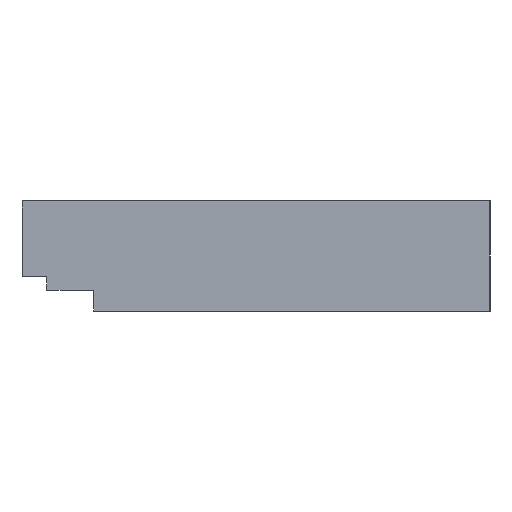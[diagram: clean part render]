
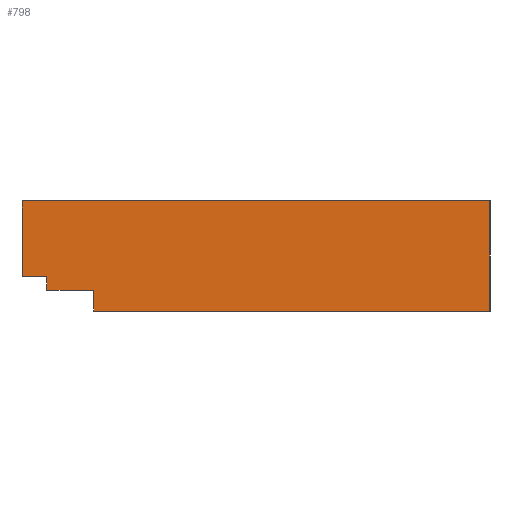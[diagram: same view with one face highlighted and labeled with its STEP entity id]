
A CAD part, left-side view. The second image highlights one B-rep face of the part: STEP entity #798.
In plain terms, the highlighted planar face has unit normal (-1, 0, 0).
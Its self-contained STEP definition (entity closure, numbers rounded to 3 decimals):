
#2 = CARTESIAN_POINT ( 'NONE',  ( 0., 28.8, 1.5 ) ) ;
#30 = ORIENTED_EDGE ( 'NONE', *, *, #1606, .T. ) ;
#44 = EDGE_CURVE ( 'NONE', #1211, #1580, #640, .T. ) ;
#49 = LINE ( 'NONE', #956, #1444 ) ;
#62 = ORIENTED_EDGE ( 'NONE', *, *, #1533, .T. ) ;
#96 = VECTOR ( 'NONE', #1652, 1000. ) ;
#99 = CARTESIAN_POINT ( 'NONE',  ( 0., 0., 8. ) ) ;
#110 = FACE_OUTER_BOUND ( 'NONE', #727, .T. ) ;
#204 = VECTOR ( 'NONE', #1089, 1000. ) ;
#207 = EDGE_CURVE ( 'NONE', #1580, #747, #818, .T. ) ;
#211 = ORIENTED_EDGE ( 'NONE', *, *, #1138, .T. ) ;
#220 = VECTOR ( 'NONE', #1667, 1000. ) ;
#226 = PLANE ( 'NONE',  #1100 ) ;
#266 = LINE ( 'NONE', #1615, #204 ) ;
#272 = DIRECTION ( 'NONE',  ( 0., -1., 0. ) ) ;
#281 = VERTEX_POINT ( 'NONE', #2 ) ;
#362 = CARTESIAN_POINT ( 'NONE',  ( 0., 34., 8. ) ) ;
#432 = CARTESIAN_POINT ( 'NONE',  ( 0., 32.2, 1.5 ) ) ;
#438 = CARTESIAN_POINT ( 'NONE',  ( 0., 28.8, 1.5 ) ) ;
#445 = EDGE_CURVE ( 'NONE', #1206, #281, #935, .T. ) ;
#473 = CARTESIAN_POINT ( 'NONE',  ( 0., 28.8, 0. ) ) ;
#502 = CARTESIAN_POINT ( 'NONE',  ( 0., 34., 8. ) ) ;
#617 = DIRECTION ( 'NONE',  ( 1., 0., 0. ) ) ;
#640 = LINE ( 'NONE', #995, #96 ) ;
#645 = ORIENTED_EDGE ( 'NONE', *, *, #1626, .T. ) ;
#657 = VERTEX_POINT ( 'NONE', #473 ) ;
#671 = LINE ( 'NONE', #502, #923 ) ;
#679 = DIRECTION ( 'NONE',  ( 0., 0., -1. ) ) ;
#727 = EDGE_LOOP ( 'NONE', ( #1553, #1355, #211, #1058, #975, #62, #30, #645 ) ) ;
#728 = CARTESIAN_POINT ( 'NONE',  ( 0., 32.2, 2.5 ) ) ;
#732 = CARTESIAN_POINT ( 'NONE',  ( 0., 0., 0. ) ) ;
#733 = VECTOR ( 'NONE', #679, 1000. ) ;
#747 = VERTEX_POINT ( 'NONE', #732 ) ;
#798 = ADVANCED_FACE ( 'NONE', ( #110 ), #226, .F. ) ;
#818 = LINE ( 'NONE', #99, #220 ) ;
#838 = VECTOR ( 'NONE', #272, 1000. ) ;
#844 = CARTESIAN_POINT ( 'NONE',  ( 0., 32.2, 1.5 ) ) ;
#891 = CARTESIAN_POINT ( 'NONE',  ( 0., 0., 8. ) ) ;
#904 = VECTOR ( 'NONE', #1221, 1000. ) ;
#923 = VECTOR ( 'NONE', #1169, 1000. ) ;
#935 = LINE ( 'NONE', #432, #838 ) ;
#941 = LINE ( 'NONE', #945, #904 ) ;
#945 = CARTESIAN_POINT ( 'NONE',  ( 0., 32.2, 1.5 ) ) ;
#956 = CARTESIAN_POINT ( 'NONE',  ( 0., 34., 0. ) ) ;
#962 = CARTESIAN_POINT ( 'NONE',  ( 0., 34., 8. ) ) ;
#975 = ORIENTED_EDGE ( 'NONE', *, *, #44, .F. ) ;
#995 = CARTESIAN_POINT ( 'NONE',  ( 0., 34., 8. ) ) ;
#1035 = VERTEX_POINT ( 'NONE', #1349 ) ;
#1058 = ORIENTED_EDGE ( 'NONE', *, *, #207, .F. ) ;
#1089 = DIRECTION ( 'NONE',  ( 0., -1., 0. ) ) ;
#1100 = AXIS2_PLACEMENT_3D ( 'NONE', #362, #617, #1427 ) ;
#1138 = EDGE_CURVE ( 'NONE', #657, #747, #49, .T. ) ;
#1169 = DIRECTION ( 'NONE',  ( 0., 0., -1. ) ) ;
#1206 = VERTEX_POINT ( 'NONE', #844 ) ;
#1211 = VERTEX_POINT ( 'NONE', #962 ) ;
#1221 = DIRECTION ( 'NONE',  ( 0., 0., -1. ) ) ;
#1349 = CARTESIAN_POINT ( 'NONE',  ( 0., 34., 2.5 ) ) ;
#1355 = ORIENTED_EDGE ( 'NONE', *, *, #1676, .T. ) ;
#1360 = DIRECTION ( 'NONE',  ( 0., -1., 0. ) ) ;
#1365 = LINE ( 'NONE', #438, #733 ) ;
#1410 = VERTEX_POINT ( 'NONE', #728 ) ;
#1427 = DIRECTION ( 'NONE',  ( 0., 0., -1. ) ) ;
#1444 = VECTOR ( 'NONE', #1360, 1000. ) ;
#1533 = EDGE_CURVE ( 'NONE', #1211, #1035, #671, .T. ) ;
#1553 = ORIENTED_EDGE ( 'NONE', *, *, #445, .T. ) ;
#1580 = VERTEX_POINT ( 'NONE', #891 ) ;
#1606 = EDGE_CURVE ( 'NONE', #1035, #1410, #266, .T. ) ;
#1615 = CARTESIAN_POINT ( 'NONE',  ( 0., 32.2, 2.5 ) ) ;
#1626 = EDGE_CURVE ( 'NONE', #1410, #1206, #941, .T. ) ;
#1652 = DIRECTION ( 'NONE',  ( 0., -1., 0. ) ) ;
#1667 = DIRECTION ( 'NONE',  ( 0., 0., -1. ) ) ;
#1676 = EDGE_CURVE ( 'NONE', #281, #657, #1365, .T. ) ;
